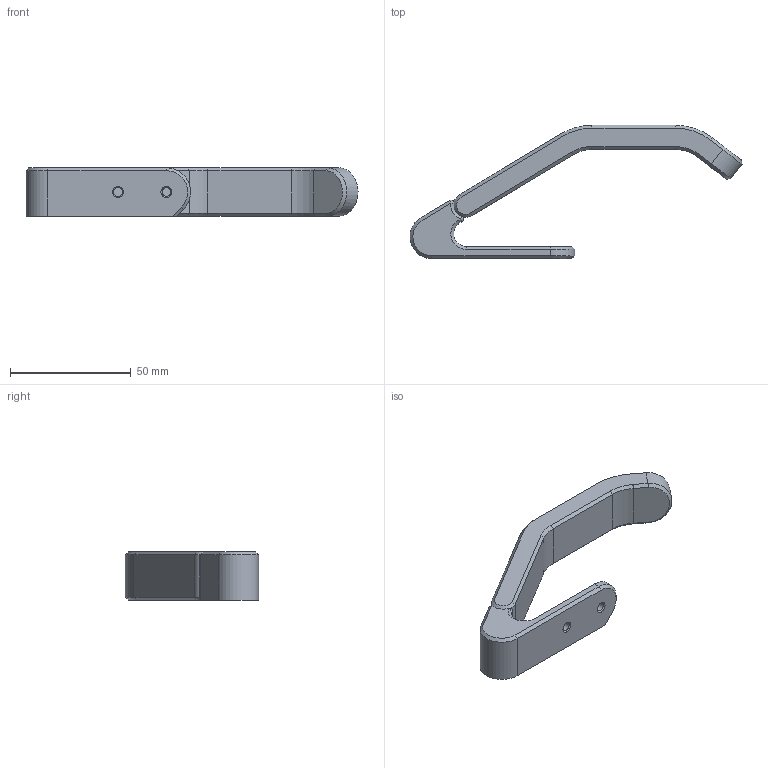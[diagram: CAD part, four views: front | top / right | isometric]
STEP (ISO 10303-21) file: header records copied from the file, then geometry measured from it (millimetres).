
FILE_DESCRIPTION(('STEP AP203'), '1');
FILE_NAME('Îïîðà-Äóãîîáðàçíàÿ', '2025-09-21T17:40:39', ('NewTToNN'), (''), 'C3D Converter', 'C3D Toolkit', '');
FILE_SCHEMA(('CONFIG_CONTROL_DESIGN'));
Length unit declared in the file: millimetre
Bounding box: 137.33 x 55.15 x 20 mm (x, y, z)
Volume: 54083.1 mm3; surface area: 18323.2 mm2
Topology: 2 solids, 2 shells, 87 faces, 209 edges, 124 vertices
Faces by surface type: plane 42, cylinder 22, cone 19, bspline 4
Full cylindrical faces by diameter (mm): 3.6 x2
Entity records: 3421 total; most frequent: CARTESIAN_POINT 1275, DIRECTION 413, ORIENTED_EDGE 402, EDGE_CURVE 201, AXIS2_PLACEMENT_3D 142, LINE 129, VECTOR 129, VERTEX_POINT 124
